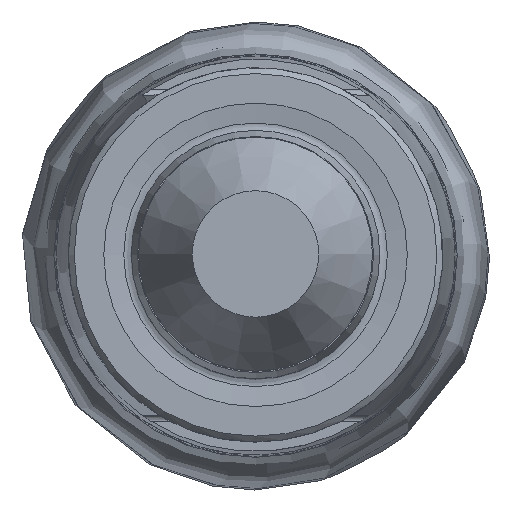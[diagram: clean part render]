
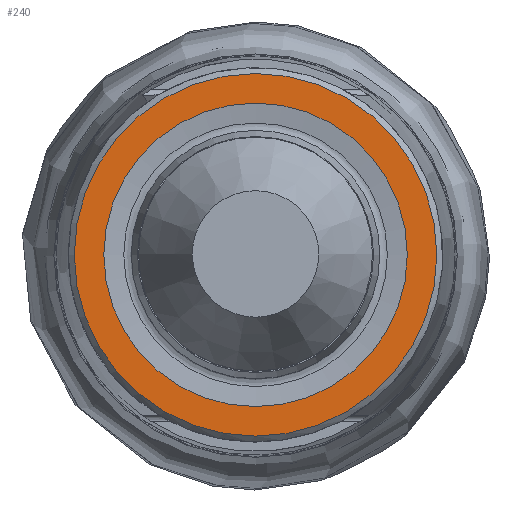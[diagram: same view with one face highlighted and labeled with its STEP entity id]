
A CAD part, top view. The second image highlights one B-rep face of the part: STEP entity #240.
In plain terms, the highlighted planar face has unit normal (0, 0, 1).
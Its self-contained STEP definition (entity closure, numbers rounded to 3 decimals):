
#192=FACE_BOUND('',#321,.T.);
#193=FACE_BOUND('',#322,.T.);
#240=ADVANCED_FACE('CU_SU_3',(#192,#193),#269,.F.);
#269=PLANE('',#717);
#321=EDGE_LOOP('',(#411));
#322=EDGE_LOOP('',(#412));
#411=ORIENTED_EDGE('',*,*,#554,.T.);
#412=ORIENTED_EDGE('',*,*,#555,.F.);
#505=VERTEX_POINT('',#1629);
#506=VERTEX_POINT('',#1631);
#554=EDGE_CURVE('',#505,#505,#596,.T.);
#555=EDGE_CURVE('',#506,#506,#597,.T.);
#596=CIRCLE('',#715,6.2);
#597=CIRCLE('',#716,5.19);
#715=AXIS2_PLACEMENT_3D('',#1628,#840,#841);
#716=AXIS2_PLACEMENT_3D('',#1630,#842,#843);
#717=AXIS2_PLACEMENT_3D('',#1632,#844,#845);
#840=DIRECTION('',(0.,0.,1.));
#841=DIRECTION('',(-1.,0.,0.));
#842=DIRECTION('',(0.,0.,1.));
#843=DIRECTION('',(1.,0.,0.));
#844=DIRECTION('',(0.,0.,-1.));
#845=DIRECTION('',(-1.,0.,0.));
#1628=CARTESIAN_POINT('',(0.,0.,0.));
#1629=CARTESIAN_POINT('',(-6.2,0.,0.));
#1630=CARTESIAN_POINT('',(0.,0.,0.));
#1631=CARTESIAN_POINT('',(5.19,0.,0.));
#1632=CARTESIAN_POINT('',(-6.4,0.,0.));
